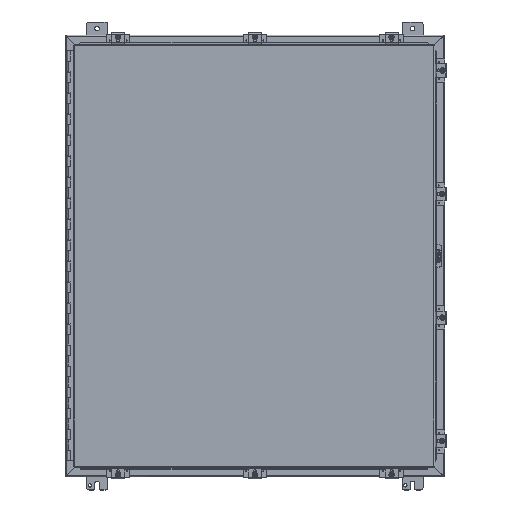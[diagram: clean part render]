
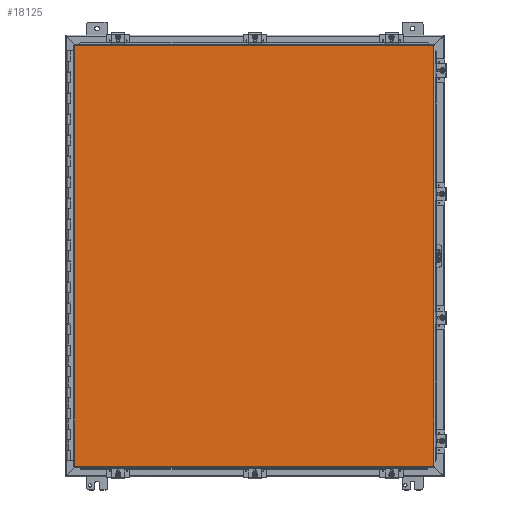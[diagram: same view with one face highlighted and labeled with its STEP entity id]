
A CAD part, top view. The second image highlights one B-rep face of the part: STEP entity #18125.
In plain terms, the highlighted face is planar.
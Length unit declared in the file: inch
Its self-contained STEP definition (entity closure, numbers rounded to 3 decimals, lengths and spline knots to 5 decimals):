
#2057=LINE('',#29317,#3742);
#2063=LINE('',#29438,#3748);
#2073=LINE('',#29591,#3758);
#2076=LINE('',#29624,#3761);
#3742=VECTOR('',#22993,0.3937);
#3748=VECTOR('',#23007,0.3937);
#3758=VECTOR('',#23029,0.3937);
#3761=VECTOR('',#23038,0.3937);
#5280=PLANE('',#19720);
#6095=FACE_OUTER_BOUND('',#7154,.T.);
#7154=EDGE_LOOP('',(#14900,#14901,#14902,#14903));
#9095=VERTEX_POINT('',#29308);
#9096=VERTEX_POINT('',#29316);
#9099=VERTEX_POINT('',#29386);
#9100=VERTEX_POINT('',#29430);
#11149=EDGE_CURVE('',#9096,#9095,#2057,.T.);
#11162=EDGE_CURVE('',#9099,#9100,#2063,.T.);
#11179=EDGE_CURVE('',#9095,#9099,#2073,.T.);
#11183=EDGE_CURVE('',#9100,#9096,#2076,.T.);
#14900=ORIENTED_EDGE('',*,*,#11179,.T.);
#14901=ORIENTED_EDGE('',*,*,#11162,.T.);
#14902=ORIENTED_EDGE('',*,*,#11183,.T.);
#14903=ORIENTED_EDGE('',*,*,#11149,.T.);
#18125=ADVANCED_FACE('',(#6095),#5280,.F.);
#19720=AXIS2_PLACEMENT_3D('',#29704,#23052,#23053);
#22993=DIRECTION('',(-1.,0.,0.));
#23007=DIRECTION('',(1.,0.,0.));
#23029=DIRECTION('',(0.,1.,0.));
#23038=DIRECTION('',(0.,-1.,0.));
#23052=DIRECTION('center_axis',(0.,0.,1.));
#23053=DIRECTION('ref_axis',(1.,0.,0.));
#29308=CARTESIAN_POINT('',(-17.08225,-19.9885,0.));
#29316=CARTESIAN_POINT('',(17.08225,-19.9885,0.));
#29317=CARTESIAN_POINT('',(8.54113,-19.9885,0.));
#29386=CARTESIAN_POINT('',(-17.08225,19.9885,0.));
#29430=CARTESIAN_POINT('',(17.08225,19.9885,0.));
#29438=CARTESIAN_POINT('',(-8.59375,19.9885,0.));
#29591=CARTESIAN_POINT('',(-17.08225,-9.99425,0.));
#29624=CARTESIAN_POINT('',(17.08225,9.99425,0.));
#29704=CARTESIAN_POINT('Origin',(0.,0.,
0.));
